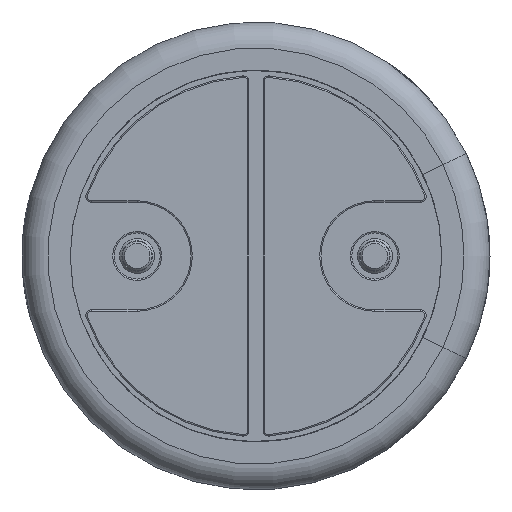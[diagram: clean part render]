
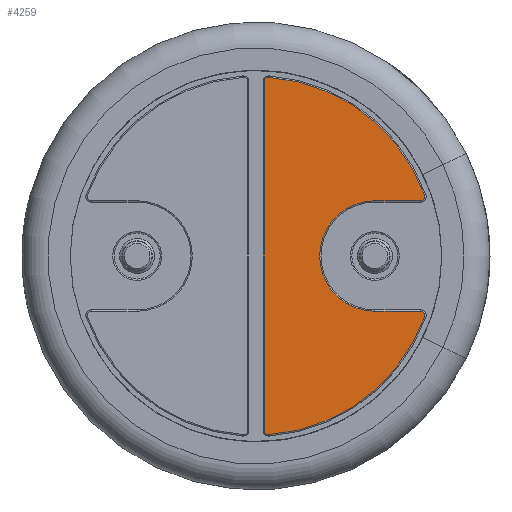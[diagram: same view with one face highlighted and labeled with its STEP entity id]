
A CAD part, front view. The second image highlights one B-rep face of the part: STEP entity #4259.
In plain terms, the highlighted planar face has unit normal (0, -1, 0).
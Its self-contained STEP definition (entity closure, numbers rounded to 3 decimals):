
#20=PLANE('',#4586);
#226=CIRCLE('',#4551,0.057);
#229=CIRCLE('',#4556,0.057);
#232=CIRCLE('',#4560,2.412);
#235=CIRCLE('',#4564,0.057);
#239=CIRCLE('',#4570,0.743);
#243=CIRCLE('',#4576,0.057);
#245=CIRCLE('',#4579,2.412);
#442=FACE_OUTER_BOUND('',#641,.T.);
#641=EDGE_LOOP('',(#3514,#3515,#3516,#3517,#3518,#3519,#3520,#3521,#3522,
#3523));
#832=LINE('',#8358,#1013);
#834=LINE('',#8382,#1015);
#836=LINE('',#8394,#1017);
#1013=VECTOR('',#5241,10.);
#1015=VECTOR('',#5271,10.);
#1017=VECTOR('',#5285,10.);
#1794=VERTEX_POINT('',#8346);
#1797=VERTEX_POINT('',#8351);
#1799=VERTEX_POINT('',#8356);
#1801=VERTEX_POINT('',#8362);
#1803=VERTEX_POINT('',#8368);
#1805=VERTEX_POINT('',#8374);
#1807=VERTEX_POINT('',#8380);
#1809=VERTEX_POINT('',#8386);
#1811=VERTEX_POINT('',#8392);
#1813=VERTEX_POINT('',#8398);
#2376=EDGE_CURVE('',#1797,#1794,#226,.T.);
#2378=EDGE_CURVE('',#1799,#1797,#832,.T.);
#2381=EDGE_CURVE('',#1801,#1799,#229,.T.);
#2384=EDGE_CURVE('',#1803,#1801,#232,.T.);
#2387=EDGE_CURVE('',#1805,#1803,#235,.T.);
#2390=EDGE_CURVE('',#1807,#1805,#834,.T.);
#2393=EDGE_CURVE('',#1809,#1807,#239,.T.);
#2396=EDGE_CURVE('',#1811,#1809,#836,.T.);
#2399=EDGE_CURVE('',#1813,#1811,#243,.T.);
#2401=EDGE_CURVE('',#1794,#1813,#245,.T.);
#3514=ORIENTED_EDGE('',*,*,#2376,.F.);
#3515=ORIENTED_EDGE('',*,*,#2378,.F.);
#3516=ORIENTED_EDGE('',*,*,#2381,.F.);
#3517=ORIENTED_EDGE('',*,*,#2384,.F.);
#3518=ORIENTED_EDGE('',*,*,#2387,.F.);
#3519=ORIENTED_EDGE('',*,*,#2390,.F.);
#3520=ORIENTED_EDGE('',*,*,#2393,.F.);
#3521=ORIENTED_EDGE('',*,*,#2396,.F.);
#3522=ORIENTED_EDGE('',*,*,#2399,.F.);
#3523=ORIENTED_EDGE('',*,*,#2401,.F.);
#4259=ADVANCED_FACE('',(#442),#20,.F.);
#4551=AXIS2_PLACEMENT_3D('',#8353,#5235,#5236);
#4556=AXIS2_PLACEMENT_3D('',#8364,#5247,#5248);
#4560=AXIS2_PLACEMENT_3D('',#8370,#5255,#5256);
#4564=AXIS2_PLACEMENT_3D('',#8376,#5263,#5264);
#4570=AXIS2_PLACEMENT_3D('',#8388,#5277,#5278);
#4576=AXIS2_PLACEMENT_3D('',#8400,#5291,#5292);
#4579=AXIS2_PLACEMENT_3D('',#8403,#5297,#5298);
#4586=AXIS2_PLACEMENT_3D('',#8416,#5317,#5318);
#5235=DIRECTION('center_axis',(0.,1.,0.));
#5236=DIRECTION('ref_axis',(-0.681,0.,0.732));
#5241=DIRECTION('',(0.,0.,1.));
#5247=DIRECTION('center_axis',(0.,1.,0.));
#5248=DIRECTION('ref_axis',(-0.681,0.,-0.732));
#5255=DIRECTION('center_axis',(0.,1.,0.));
#5256=DIRECTION('ref_axis',(0.604,0.,-0.797));
#5263=DIRECTION('center_axis',(0.,1.,0.));
#5264=DIRECTION('ref_axis',(0.818,0.,0.575));
#5271=DIRECTION('',(1.,0.,0.));
#5277=DIRECTION('center_axis',(0.,-1.,0.));
#5278=DIRECTION('ref_axis',(-1.,0.,0.));
#5285=DIRECTION('',(-1.,0.,0.));
#5291=DIRECTION('center_axis',(0.,1.,0.));
#5292=DIRECTION('ref_axis',(0.818,0.,-0.575));
#5297=DIRECTION('center_axis',(0.,1.,0.));
#5298=DIRECTION('ref_axis',(0.604,0.,0.797));
#5317=DIRECTION('center_axis',(0.,1.,0.));
#5318=DIRECTION('ref_axis',(0.,0.,1.));
#8346=CARTESIAN_POINT('',(0.174,-0.05,2.406));
#8351=CARTESIAN_POINT('',(0.113,-0.05,2.349));
#8353=CARTESIAN_POINT('Origin',(0.17,-0.05,2.349));
#8356=CARTESIAN_POINT('',(0.113,-0.05,-2.349));
#8358=CARTESIAN_POINT('',(0.113,-0.05,1.174));
#8362=CARTESIAN_POINT('',(0.174,-0.05,-2.406));
#8364=CARTESIAN_POINT('Origin',(0.17,-0.05,-2.349));
#8368=CARTESIAN_POINT('',(2.269,-0.05,-0.819));
#8370=CARTESIAN_POINT('Origin',(0.,-0.05,0.));
#8374=CARTESIAN_POINT('',(2.215,-0.05,-0.743));
#8376=CARTESIAN_POINT('Origin',(2.215,-0.05,-0.8));
#8380=CARTESIAN_POINT('',(1.6,-0.05,-0.743));
#8382=CARTESIAN_POINT('',(1.704,-0.05,-0.743));
#8386=CARTESIAN_POINT('',(1.6,-0.05,0.743));
#8388=CARTESIAN_POINT('Origin',(1.6,-0.05,0.));
#8392=CARTESIAN_POINT('',(2.215,-0.05,0.743));
#8394=CARTESIAN_POINT('',(1.396,-0.05,0.743));
#8398=CARTESIAN_POINT('',(2.269,-0.05,0.819));
#8400=CARTESIAN_POINT('Origin',(2.215,-0.05,0.8));
#8403=CARTESIAN_POINT('Origin',(0.,-0.05,0.));
#8416=CARTESIAN_POINT('Origin',(1.192,-0.05,0.));
